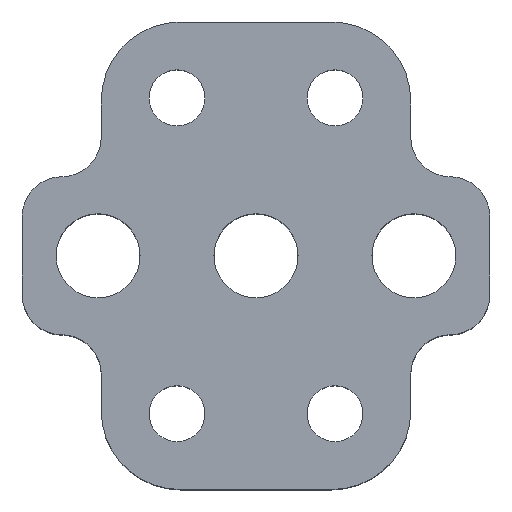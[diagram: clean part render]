
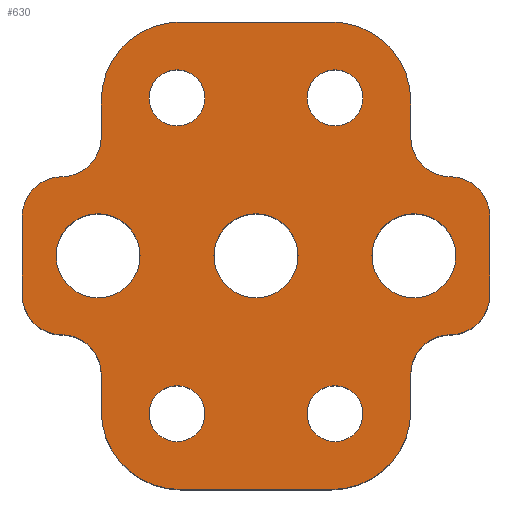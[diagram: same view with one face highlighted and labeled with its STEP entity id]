
A CAD part, top view. The second image highlights one B-rep face of the part: STEP entity #630.
In plain terms, the highlighted planar face has unit normal (0, 0, 1).
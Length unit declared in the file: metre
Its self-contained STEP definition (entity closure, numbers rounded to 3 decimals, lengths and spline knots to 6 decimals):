
#20=PLANE('',#710);
#31=LINE('',#965,#67);
#36=LINE('',#983,#72);
#40=LINE('',#995,#76);
#44=LINE('',#1007,#80);
#49=LINE('',#1025,#85);
#54=LINE('',#1043,#90);
#58=LINE('',#1055,#94);
#61=LINE('',#1074,#97);
#67=VECTOR('',#761,1.);
#72=VECTOR('',#780,1.);
#76=VECTOR('',#792,1.);
#80=VECTOR('',#804,1.);
#85=VECTOR('',#823,1.);
#90=VECTOR('',#842,1.);
#94=VECTOR('',#854,1.);
#97=VECTOR('',#877,1.);
#184=ORIENTED_EDGE('',*,*,#328,.T.);
#185=ORIENTED_EDGE('',*,*,#329,.T.);
#186=ORIENTED_EDGE('',*,*,#330,.T.);
#187=ORIENTED_EDGE('',*,*,#331,.T.);
#188=ORIENTED_EDGE('',*,*,#264,.F.);
#189=ORIENTED_EDGE('',*,*,#268,.T.);
#190=ORIENTED_EDGE('',*,*,#271,.T.);
#191=ORIENTED_EDGE('',*,*,#274,.F.);
#192=ORIENTED_EDGE('',*,*,#277,.T.);
#193=ORIENTED_EDGE('',*,*,#280,.F.);
#194=ORIENTED_EDGE('',*,*,#283,.F.);
#195=ORIENTED_EDGE('',*,*,#286,.T.);
#196=ORIENTED_EDGE('',*,*,#289,.T.);
#197=ORIENTED_EDGE('',*,*,#292,.T.);
#198=ORIENTED_EDGE('',*,*,#295,.F.);
#199=ORIENTED_EDGE('',*,*,#298,.T.);
#200=ORIENTED_EDGE('',*,*,#301,.T.);
#201=ORIENTED_EDGE('',*,*,#304,.F.);
#202=ORIENTED_EDGE('',*,*,#307,.T.);
#203=ORIENTED_EDGE('',*,*,#310,.F.);
#204=ORIENTED_EDGE('',*,*,#313,.F.);
#205=ORIENTED_EDGE('',*,*,#316,.T.);
#206=ORIENTED_EDGE('',*,*,#319,.T.);
#207=ORIENTED_EDGE('',*,*,#325,.T.);
#208=ORIENTED_EDGE('',*,*,#322,.F.);
#209=ORIENTED_EDGE('',*,*,#320,.F.);
#210=ORIENTED_EDGE('',*,*,#326,.T.);
#264=EDGE_CURVE('',#346,#347,#407,.T.);
#268=EDGE_CURVE('',#346,#349,#409,.T.);
#271=EDGE_CURVE('',#349,#351,#31,.T.);
#274=EDGE_CURVE('',#353,#351,#411,.T.);
#277=EDGE_CURVE('',#353,#355,#413,.T.);
#280=EDGE_CURVE('',#357,#355,#36,.T.);
#283=EDGE_CURVE('',#359,#357,#415,.T.);
#286=EDGE_CURVE('',#359,#361,#40,.T.);
#289=EDGE_CURVE('',#361,#363,#417,.T.);
#292=EDGE_CURVE('',#363,#365,#44,.T.);
#295=EDGE_CURVE('',#367,#365,#419,.T.);
#298=EDGE_CURVE('',#367,#369,#421,.T.);
#301=EDGE_CURVE('',#369,#371,#49,.T.);
#304=EDGE_CURVE('',#373,#371,#423,.T.);
#307=EDGE_CURVE('',#373,#375,#425,.T.);
#310=EDGE_CURVE('',#377,#375,#54,.T.);
#313=EDGE_CURVE('',#379,#377,#427,.T.);
#316=EDGE_CURVE('',#379,#381,#58,.T.);
#319=EDGE_CURVE('',#381,#383,#429,.T.);
#320=EDGE_CURVE('',#384,#384,#430,.T.);
#322=EDGE_CURVE('',#386,#386,#432,.T.);
#325=EDGE_CURVE('',#383,#347,#61,.T.);
#326=EDGE_CURVE('',#388,#388,#434,.T.);
#328=EDGE_CURVE('',#390,#390,#436,.F.);
#329=EDGE_CURVE('',#391,#391,#437,.F.);
#330=EDGE_CURVE('',#392,#392,#438,.F.);
#331=EDGE_CURVE('',#393,#393,#439,.F.);
#346=VERTEX_POINT('',#950);
#347=VERTEX_POINT('',#952);
#349=VERTEX_POINT('',#958);
#351=VERTEX_POINT('',#964);
#353=VERTEX_POINT('',#970);
#355=VERTEX_POINT('',#976);
#357=VERTEX_POINT('',#982);
#359=VERTEX_POINT('',#988);
#361=VERTEX_POINT('',#994);
#363=VERTEX_POINT('',#1000);
#365=VERTEX_POINT('',#1006);
#367=VERTEX_POINT('',#1012);
#369=VERTEX_POINT('',#1018);
#371=VERTEX_POINT('',#1024);
#373=VERTEX_POINT('',#1030);
#375=VERTEX_POINT('',#1036);
#377=VERTEX_POINT('',#1042);
#379=VERTEX_POINT('',#1048);
#381=VERTEX_POINT('',#1054);
#383=VERTEX_POINT('',#1060);
#384=VERTEX_POINT('',#1064);
#386=VERTEX_POINT('',#1069);
#388=VERTEX_POINT('',#1077);
#390=VERTEX_POINT('',#1082);
#391=VERTEX_POINT('',#1084);
#392=VERTEX_POINT('',#1086);
#393=VERTEX_POINT('',#1088);
#407=CIRCLE('',#659,0.003175);
#409=CIRCLE('',#662,0.003175);
#411=CIRCLE('',#666,0.003175);
#413=CIRCLE('',#669,0.003175);
#415=CIRCLE('',#673,0.00635);
#417=CIRCLE('',#677,0.00635);
#419=CIRCLE('',#681,0.003175);
#421=CIRCLE('',#684,0.003175);
#423=CIRCLE('',#688,0.003175);
#425=CIRCLE('',#691,0.003175);
#427=CIRCLE('',#695,0.00635);
#429=CIRCLE('',#699,0.00635);
#430=CIRCLE('',#701,0.003378);
#432=CIRCLE('',#704,0.003378);
#434=CIRCLE('',#708,0.003378);
#436=CIRCLE('',#711,0.002248);
#437=CIRCLE('',#712,0.002248);
#438=CIRCLE('',#713,0.002248);
#439=CIRCLE('',#714,0.002248);
#478=EDGE_LOOP('',(#184));
#479=EDGE_LOOP('',(#185));
#480=EDGE_LOOP('',(#186));
#481=EDGE_LOOP('',(#187));
#482=EDGE_LOOP('',(#188,#189,#190,#191,#192,#193,#194,#195,#196,#197,#198,
#199,#200,#201,#202,#203,#204,#205,#206,#207));
#483=EDGE_LOOP('',(#208));
#484=EDGE_LOOP('',(#209));
#485=EDGE_LOOP('',(#210));
#544=FACE_BOUND('',#478,.T.);
#545=FACE_BOUND('',#479,.T.);
#546=FACE_BOUND('',#480,.T.);
#547=FACE_BOUND('',#481,.T.);
#548=FACE_BOUND('',#482,.T.);
#549=FACE_BOUND('',#483,.T.);
#550=FACE_BOUND('',#484,.T.);
#551=FACE_BOUND('',#485,.T.);
#630=ADVANCED_FACE('',(#544,#545,#546,#547,#548,#549,#550,#551),#20,.T.);
#659=AXIS2_PLACEMENT_3D('',#951,#747,#748);
#662=AXIS2_PLACEMENT_3D('',#959,#755,#756);
#666=AXIS2_PLACEMENT_3D('',#971,#767,#768);
#669=AXIS2_PLACEMENT_3D('',#977,#774,#775);
#673=AXIS2_PLACEMENT_3D('',#989,#786,#787);
#677=AXIS2_PLACEMENT_3D('',#1001,#798,#799);
#681=AXIS2_PLACEMENT_3D('',#1013,#810,#811);
#684=AXIS2_PLACEMENT_3D('',#1019,#817,#818);
#688=AXIS2_PLACEMENT_3D('',#1031,#829,#830);
#691=AXIS2_PLACEMENT_3D('',#1037,#836,#837);
#695=AXIS2_PLACEMENT_3D('',#1049,#848,#849);
#699=AXIS2_PLACEMENT_3D('',#1061,#860,#861);
#701=AXIS2_PLACEMENT_3D('',#1063,#864,#865);
#704=AXIS2_PLACEMENT_3D('',#1068,#870,#871);
#708=AXIS2_PLACEMENT_3D('',#1076,#880,#881);
#710=AXIS2_PLACEMENT_3D('',#1080,#884,#885);
#711=AXIS2_PLACEMENT_3D('',#1081,#886,#887);
#712=AXIS2_PLACEMENT_3D('',#1083,#888,#889);
#713=AXIS2_PLACEMENT_3D('',#1085,#890,#891);
#714=AXIS2_PLACEMENT_3D('',#1087,#892,#893);
#747=DIRECTION('',(0.,0.,1.));
#748=DIRECTION('',(1.,0.,0.));
#755=DIRECTION('',(0.,0.,1.));
#756=DIRECTION('',(1.,0.,0.));
#761=DIRECTION('',(0.,-1.,0.));
#767=DIRECTION('',(0.,0.,-1.));
#768=DIRECTION('',(1.,0.,0.));
#774=DIRECTION('',(0.,0.,-1.));
#775=DIRECTION('',(1.,0.,0.));
#780=DIRECTION('',(0.,1.,0.));
#786=DIRECTION('',(0.,0.,-1.));
#787=DIRECTION('',(1.,0.,0.));
#792=DIRECTION('',(1.,0.,0.));
#798=DIRECTION('',(0.,0.,1.));
#799=DIRECTION('',(1.,0.,0.));
#804=DIRECTION('',(0.,1.,0.));
#810=DIRECTION('',(0.,0.,1.));
#811=DIRECTION('',(1.,0.,0.));
#817=DIRECTION('',(0.,0.,1.));
#818=DIRECTION('',(1.,0.,0.));
#823=DIRECTION('',(0.,1.,0.));
#829=DIRECTION('',(0.,0.,-1.));
#830=DIRECTION('',(1.,0.,0.));
#836=DIRECTION('',(0.,0.,-1.));
#837=DIRECTION('',(1.,0.,0.));
#842=DIRECTION('',(0.,-1.,0.));
#848=DIRECTION('',(0.,0.,-1.));
#849=DIRECTION('',(1.,0.,0.));
#854=DIRECTION('',(-1.,0.,0.));
#860=DIRECTION('',(0.,0.,1.));
#861=DIRECTION('',(1.,0.,0.));
#864=DIRECTION('',(0.,0.,1.));
#865=DIRECTION('',(1.,0.,0.));
#870=DIRECTION('',(0.,0.,1.));
#871=DIRECTION('',(1.,0.,0.));
#877=DIRECTION('',(0.,-1.,0.));
#880=DIRECTION('',(0.,0.,-1.));
#881=DIRECTION('',(1.,0.,0.));
#884=DIRECTION('',(0.,0.,1.));
#885=DIRECTION('',(1.,0.,0.));
#886=DIRECTION('',(0.,0.,1.));
#887=DIRECTION('',(1.,0.,0.));
#888=DIRECTION('',(0.,0.,1.));
#889=DIRECTION('',(1.,0.,0.));
#890=DIRECTION('',(0.,0.,1.));
#891=DIRECTION('',(1.,0.,0.));
#892=DIRECTION('',(0.,0.,1.));
#893=DIRECTION('',(1.,0.,0.));
#950=CARTESIAN_POINT('',(-0.015621,0.00635,0.02286));
#951=CARTESIAN_POINT('',(-0.015621,0.009525,0.02286));
#952=CARTESIAN_POINT('',(-0.012446,0.009525,0.02286));
#958=CARTESIAN_POINT('',(-0.018796,0.003175,0.02286));
#959=CARTESIAN_POINT('',(-0.015621,0.003175,0.02286));
#964=CARTESIAN_POINT('',(-0.018796,-0.003175,0.02286));
#965=CARTESIAN_POINT('',(-0.018796,0.001588,0.02286));
#970=CARTESIAN_POINT('',(-0.015621,-0.00635,0.02286));
#971=CARTESIAN_POINT('',(-0.015621,-0.003175,0.02286));
#976=CARTESIAN_POINT('',(-0.012446,-0.009525,0.02286));
#977=CARTESIAN_POINT('',(-0.015621,-0.009525,0.02286));
#982=CARTESIAN_POINT('',(-0.012446,-0.012446,0.02286));
#983=CARTESIAN_POINT('',(-0.012446,-0.010986,0.02286));
#988=CARTESIAN_POINT('',(-0.006096,-0.018796,0.02286));
#989=CARTESIAN_POINT('',(-0.006096,-0.012446,0.02286));
#994=CARTESIAN_POINT('',(0.006096,-0.018796,0.02286));
#995=CARTESIAN_POINT('',(-0.003048,-0.018796,0.02286));
#1000=CARTESIAN_POINT('',(0.012446,-0.012446,0.02286));
#1001=CARTESIAN_POINT('',(0.006096,-0.012446,0.02286));
#1006=CARTESIAN_POINT('',(0.012446,-0.009525,0.02286));
#1007=CARTESIAN_POINT('',(0.012446,-0.010986,0.02286));
#1012=CARTESIAN_POINT('',(0.015621,-0.00635,0.02286));
#1013=CARTESIAN_POINT('',(0.015621,-0.009525,0.02286));
#1018=CARTESIAN_POINT('',(0.018796,-0.003175,0.02286));
#1019=CARTESIAN_POINT('',(0.015621,-0.003175,0.02286));
#1024=CARTESIAN_POINT('',(0.018796,0.003175,0.02286));
#1025=CARTESIAN_POINT('',(0.018796,-0.001588,0.02286));
#1030=CARTESIAN_POINT('',(0.015621,0.00635,0.02286));
#1031=CARTESIAN_POINT('',(0.015621,0.003175,0.02286));
#1036=CARTESIAN_POINT('',(0.012446,0.009525,0.02286));
#1037=CARTESIAN_POINT('',(0.015621,0.009525,0.02286));
#1042=CARTESIAN_POINT('',(0.012446,0.012446,0.02286));
#1043=CARTESIAN_POINT('',(0.012446,0.010986,0.02286));
#1048=CARTESIAN_POINT('',(0.006096,0.018796,0.02286));
#1049=CARTESIAN_POINT('',(0.006096,0.012446,0.02286));
#1054=CARTESIAN_POINT('',(-0.006096,0.018796,0.02286));
#1055=CARTESIAN_POINT('',(0.003048,0.018796,0.02286));
#1060=CARTESIAN_POINT('',(-0.012446,0.012446,0.02286));
#1061=CARTESIAN_POINT('',(-0.006096,0.012446,0.02286));
#1063=CARTESIAN_POINT('',(0.,0.,0.02286));
#1064=CARTESIAN_POINT('',(0.003378,0.,0.02286));
#1068=CARTESIAN_POINT('',(0.0127,0.,0.02286));
#1069=CARTESIAN_POINT('',(0.016078,0.,0.02286));
#1074=CARTESIAN_POINT('',(-0.012446,0.010986,0.02286));
#1076=CARTESIAN_POINT('',(-0.0127,0.,0.02286));
#1077=CARTESIAN_POINT('',(-0.009322,0.,0.02286));
#1080=CARTESIAN_POINT('',(0.,0.,0.02286));
#1081=CARTESIAN_POINT('',(-0.00635,-0.0127,0.02286));
#1082=CARTESIAN_POINT('',(-0.004102,-0.0127,0.02286));
#1083=CARTESIAN_POINT('',(0.00635,0.0127,0.02286));
#1084=CARTESIAN_POINT('',(0.008598,0.0127,0.02286));
#1085=CARTESIAN_POINT('',(0.00635,-0.0127,0.02286));
#1086=CARTESIAN_POINT('',(0.008598,-0.0127,0.02286));
#1087=CARTESIAN_POINT('',(-0.00635,0.0127,0.02286));
#1088=CARTESIAN_POINT('',(-0.004102,0.0127,0.02286));
